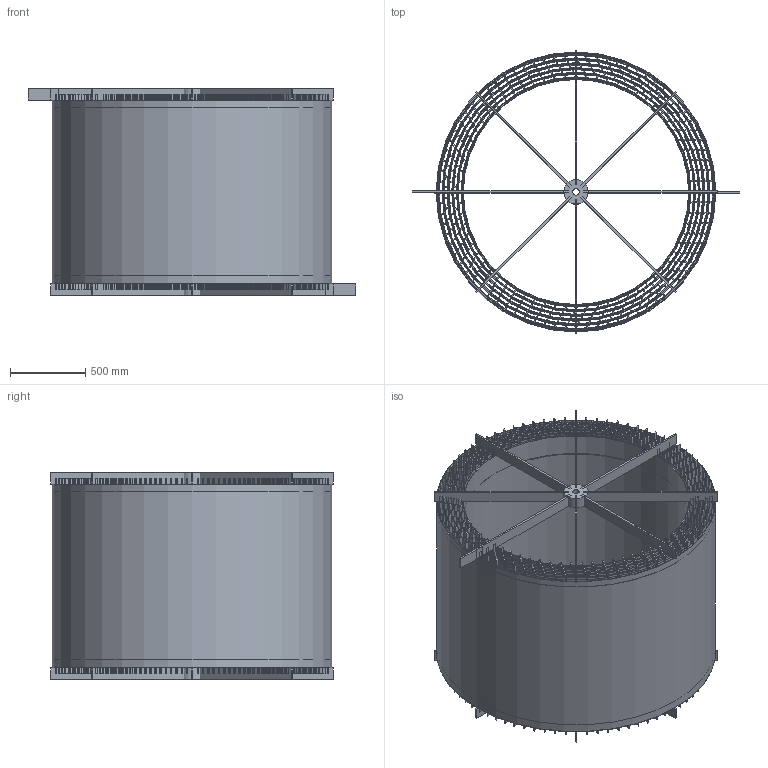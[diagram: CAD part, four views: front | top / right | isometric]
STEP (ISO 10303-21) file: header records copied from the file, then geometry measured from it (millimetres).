
FILE_DESCRIPTION(('FreeCAD Model'),'2;1');
FILE_NAME('Open CASCADE Shape Model','2022-12-21T11:40:42',(''),(''), 'Open CASCADE STEP processor 7.6','FreeCAD','Unknown');
FILE_SCHEMA(('AUTOMOTIVE_DESIGN { 1 0 10303 214 1 1 1 1 }'));
Length unit declared in the file: millimetre
Products named in the file (63): Reator 189; Fibra_interna_1; camada_1; camada_2; camada_3; camada_4; Fibra_externa_1; separador_0; Array; Fibra_interna_2; camada_5; camada_6; camada_7; Fibra_externa_2; separador_1; Array001; Fibra_interna_3; camada_8; camada_9; camada_10; Fibra_externa_3; separador_2; Array002; Fibra_interna_4; camada_11; camada_12; camada_13; Fibra_externa_4; separador_3; Array003; Fibra_interna_5; camada_14; camada_15; camada_16; Fibra_externa_5; separador_4; Array004; Fibra_interna_6; camada_17; camada_18 ...
Assembly tree (432 placements, depth 3):
  Reator 189
    Fibra_interna_1
    camada_1
    camada_2
    camada_3
    camada_4
    Fibra_externa_1
    separador_0
    Array
      separador_0  x68
    Fibra_interna_2
    camada_5
    camada_6
    camada_7
    Fibra_externa_2
    separador_1
    Array001
      separador_1  x71
    Fibra_interna_3
    camada_8
    camada_9
    camada_10
    Fibra_externa_3
    separador_2
    Array002
      separador_2  x74
    Fibra_interna_4
    camada_11
    camada_12
    camada_13
    Fibra_externa_4
    separador_3
    Array003
      separador_3  x77
    Fibra_interna_5
    camada_14
    camada_15
    camada_16
    Fibra_externa_5
    separador_4
    Array004
      separador_4  x80
    Fibra_interna_6
    camada_17
    camada_18
    camada_19
    camada_20
    Fibra_externa_6
    Botton_Hub
    botton_arm_0
    botton_arm_1
    botton_arm_2
    botton_arm_3
    botton_arm_4
    botton_arm_5
    botton_arm_6
    botton_arm_7
    Top_Hub
    Top_arm_0
    Top_arm_1
Bounding box: 2179.55 x 1880.82 x 1376.5 mm (x, y, z)
Volume: 531505668.4 mm3; surface area: 390391058.9 mm2
Topology: 427 solids, 427 shells, 2494 faces, 4920 edges, 3280 vertices
Faces by surface type: plane 2426, cylinder 68
Full cylindrical faces by diameter (mm): 44 x2, 162 x2, 1500 x1, 1506 x1, 1506.422 x1, 1511.878 x2, 1517.334 x2, 1522.79 x2, 1528.246 x1, 1528.668 x1, 1531.068 x1, 1569.168 x1, 1571.568 x1, 1572.038 x1, 1578.114 x2, 1584.19 x2, 1590.266 x1, 1590.736 x1, 1593.136 x1, 1631.236 x1, 1633.636 x1, 1634.106 x1, 1640.182 x2, 1646.258 x2, 1652.334 x1, 1652.804 x1, 1655.204 x1, 1693.304 x1, 1695.704 x1, 1696.228 x1
Entity records: 17484 total; most frequent: DIRECTION 2990, CARTESIAN_POINT 2467, LINE 1168, VECTOR 1168, ORIENTED_EDGE 960, PCURVE 960, DEFINITIONAL_REPRESENTATION 960, AXIS2_PLACEMENT_3D 843
